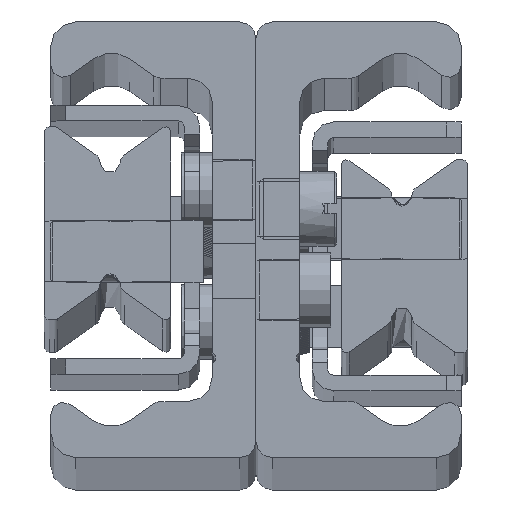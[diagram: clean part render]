
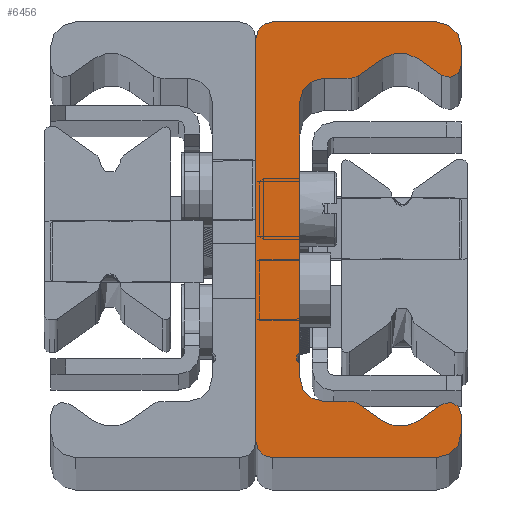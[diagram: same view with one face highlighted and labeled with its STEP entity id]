
A CAD part, top view. The second image highlights one B-rep face of the part: STEP entity #6456.
In plain terms, the highlighted planar face has unit normal (0, 0, 1).
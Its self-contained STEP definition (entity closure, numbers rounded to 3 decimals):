
#2815=CARTESIAN_POINT('',(3.5,11.0,1490.0));
#2816=VERTEX_POINT('',#2815);
#2823=CARTESIAN_POINT('',(3.5,-9.067,1490.0));
#2824=VERTEX_POINT('',#2823);
#2825=CARTESIAN_POINT('',(3.5,11.0,1490.0));
#2826=DIRECTION('',(0.0,-1.0,0.0));
#2827=VECTOR('',#2826,20.067);
#2828=LINE('',#2825,#2827);
#2829=EDGE_CURVE('',#2816,#2824,#2828,.T.);
#3411=CARTESIAN_POINT('',(3.5,-9.933,1490.0));
#3412=VERTEX_POINT('',#3411);
#3413=CARTESIAN_POINT('',(3.75,-9.5,1490.0));
#3414=DIRECTION('',(0.0,0.0,1.0));
#3415=DIRECTION('',(-0.5,0.866,0.0));
#3416=AXIS2_PLACEMENT_3D('',#3413,#3414,#3415);
#3417=CIRCLE('',#3416,0.5);
#3418=EDGE_CURVE('',#2824,#3412,#3417,.T.);
#5546=CARTESIAN_POINT('',(0.0,16.2,1490.0));
#5547=VERTEX_POINT('',#5546);
#5548=CARTESIAN_POINT('',(1.3,17.5,1490.0));
#5549=VERTEX_POINT('',#5548);
#5550=CARTESIAN_POINT('',(1.3,16.2,1490.0));
#5551=DIRECTION('',(0.0,0.0,-1.0));
#5552=DIRECTION('',(0.0,-1.0,0.0));
#5553=AXIS2_PLACEMENT_3D('',#5550,#5551,#5552);
#5554=CIRCLE('',#5553,1.3);
#5555=EDGE_CURVE('',#5547,#5549,#5554,.T.);
#5588=CARTESIAN_POINT('',(14.5,17.5,1490.0));
#5589=VERTEX_POINT('',#5588);
#5590=CARTESIAN_POINT('',(1.3,17.5,1490.0));
#5591=DIRECTION('',(1.0,0.0,0.0));
#5592=VECTOR('',#5591,13.2);
#5593=LINE('',#5590,#5592);
#5594=EDGE_CURVE('',#5549,#5589,#5593,.T.);
#5619=CARTESIAN_POINT('',(16.5,15.5,1490.0));
#5620=VERTEX_POINT('',#5619);
#5621=CARTESIAN_POINT('',(14.5,15.5,1490.0));
#5622=DIRECTION('',(0.0,0.0,-1.0));
#5623=DIRECTION('',(-1.0,0.0,0.0));
#5624=AXIS2_PLACEMENT_3D('',#5621,#5622,#5623);
#5625=CIRCLE('',#5624,2.);
#5626=EDGE_CURVE('',#5589,#5620,#5625,.T.);
#5652=CARTESIAN_POINT('',(16.5,14.042,1490.0));
#5653=VERTEX_POINT('',#5652);
#5654=CARTESIAN_POINT('',(16.5,15.5,1490.0));
#5655=DIRECTION('',(0.0,-1.0,0.0));
#5656=VECTOR('',#5655,1.458);
#5657=LINE('',#5654,#5656);
#5658=EDGE_CURVE('',#5620,#5653,#5657,.T.);
#5683=CARTESIAN_POINT('',(14.926,13.223,1490.0));
#5684=VERTEX_POINT('',#5683);
#5685=CARTESIAN_POINT('',(15.5,14.042,1490.0));
#5686=DIRECTION('',(0.0,0.0,-1.));
#5687=DIRECTION('',(0.574,0.819,0.0));
#5688=AXIS2_PLACEMENT_3D('',#5685,#5686,#5687);
#5689=CIRCLE('',#5688,1.);
#5690=EDGE_CURVE('',#5653,#5684,#5689,.T.);
#5716=CARTESIAN_POINT('',(13.034,14.548,1490.0));
#5717=VERTEX_POINT('',#5716);
#5718=CARTESIAN_POINT('',(14.926,13.223,1490.0));
#5719=DIRECTION('',(-0.819,0.574,0.0));
#5720=VECTOR('',#5719,2.31);
#5721=LINE('',#5718,#5720);
#5722=EDGE_CURVE('',#5684,#5717,#5721,.T.);
#5747=CARTESIAN_POINT('',(10.166,14.548,1490.0));
#5748=VERTEX_POINT('',#5747);
#5749=CARTESIAN_POINT('',(11.6,12.5,1490.0));
#5750=DIRECTION('',(0.0,0.0,1.0));
#5751=DIRECTION('',(0.574,0.819,0.0));
#5752=AXIS2_PLACEMENT_3D('',#5749,#5750,#5751);
#5753=CIRCLE('',#5752,2.5);
#5754=EDGE_CURVE('',#5717,#5748,#5753,.T.);
#5780=CARTESIAN_POINT('',(8.214,13.181,1490.0));
#5781=VERTEX_POINT('',#5780);
#5782=CARTESIAN_POINT('',(10.166,14.548,1490.0));
#5783=DIRECTION('',(-0.819,-0.574,0.0));
#5784=VECTOR('',#5783,2.383);
#5785=LINE('',#5782,#5784);
#5786=EDGE_CURVE('',#5748,#5781,#5785,.T.);
#5811=CARTESIAN_POINT('',(7.64,13.0,1490.0));
#5812=VERTEX_POINT('',#5811);
#5813=CARTESIAN_POINT('',(7.64,14.,1490.0));
#5814=DIRECTION('',(0.0,0.0,-1.0));
#5815=DIRECTION('',(0.0,1.0,0.0));
#5816=AXIS2_PLACEMENT_3D('',#5813,#5814,#5815);
#5817=CIRCLE('',#5816,1.);
#5818=EDGE_CURVE('',#5781,#5812,#5817,.T.);
#5844=CARTESIAN_POINT('',(5.5,13.0,1490.0));
#5845=VERTEX_POINT('',#5844);
#5846=CARTESIAN_POINT('',(7.64,13.0,1490.0));
#5847=DIRECTION('',(-1.0,0.0,0.0));
#5848=VECTOR('',#5847,2.14);
#5849=LINE('',#5846,#5848);
#5850=EDGE_CURVE('',#5812,#5845,#5849,.T.);
#5875=CARTESIAN_POINT('',(5.5,11.0,1490.0));
#5876=DIRECTION('',(0.0,0.0,1.0));
#5877=DIRECTION('',(0.0,1.0,0.0));
#5878=AXIS2_PLACEMENT_3D('',#5875,#5876,#5877);
#5879=CIRCLE('',#5878,2.0);
#5880=EDGE_CURVE('',#5845,#2816,#5879,.T.);
#5899=CARTESIAN_POINT('',(3.5,-11.0,1490.0));
#5900=VERTEX_POINT('',#5899);
#5901=CARTESIAN_POINT('',(3.5,-9.933,1490.0));
#5902=DIRECTION('',(0.0,-1.0,0.0));
#5903=VECTOR('',#5902,1.067);
#5904=LINE('',#5901,#5903);
#5905=EDGE_CURVE('',#3412,#5900,#5904,.T.);
#5930=CARTESIAN_POINT('',(5.5,-13.0,1490.0));
#5931=VERTEX_POINT('',#5930);
#5932=CARTESIAN_POINT('',(5.5,-11.0,1490.0));
#5933=DIRECTION('',(0.0,0.0,1.0));
#5934=DIRECTION('',(-1.0,0.0,0.0));
#5935=AXIS2_PLACEMENT_3D('',#5932,#5933,#5934);
#5936=CIRCLE('',#5935,2.0);
#5937=EDGE_CURVE('',#5900,#5931,#5936,.T.);
#5963=CARTESIAN_POINT('',(7.64,-13.0,1490.0));
#5964=VERTEX_POINT('',#5963);
#5965=CARTESIAN_POINT('',(5.5,-13.0,1490.0));
#5966=DIRECTION('',(1.0,0.0,0.0));
#5967=VECTOR('',#5966,2.14);
#5968=LINE('',#5965,#5967);
#5969=EDGE_CURVE('',#5931,#5964,#5968,.T.);
#5994=CARTESIAN_POINT('',(8.214,-13.181,1490.0));
#5995=VERTEX_POINT('',#5994);
#5996=CARTESIAN_POINT('',(7.64,-14.0,1490.0));
#5997=DIRECTION('',(0.0,0.0,-1.0));
#5998=DIRECTION('',(-0.574,-0.819,0.0));
#5999=AXIS2_PLACEMENT_3D('',#5996,#5997,#5998);
#6000=CIRCLE('',#5999,1.);
#6001=EDGE_CURVE('',#5964,#5995,#6000,.T.);
#6027=CARTESIAN_POINT('',(10.166,-14.548,1490.0));
#6028=VERTEX_POINT('',#6027);
#6029=CARTESIAN_POINT('',(8.214,-13.181,1490.0));
#6030=DIRECTION('',(0.819,-0.574,0.0));
#6031=VECTOR('',#6030,2.383);
#6032=LINE('',#6029,#6031);
#6033=EDGE_CURVE('',#5995,#6028,#6032,.T.);
#6058=CARTESIAN_POINT('',(13.034,-14.548,1490.0));
#6059=VERTEX_POINT('',#6058);
#6060=CARTESIAN_POINT('',(11.6,-12.5,1490.0));
#6061=DIRECTION('',(0.0,0.0,1.));
#6062=DIRECTION('',(-0.574,-0.819,0.0));
#6063=AXIS2_PLACEMENT_3D('',#6060,#6061,#6062);
#6064=CIRCLE('',#6063,2.5);
#6065=EDGE_CURVE('',#6028,#6059,#6064,.T.);
#6091=CARTESIAN_POINT('',(14.926,-13.223,1490.0));
#6092=VERTEX_POINT('',#6091);
#6093=CARTESIAN_POINT('',(13.034,-14.548,1490.0));
#6094=DIRECTION('',(0.819,0.574,0.0));
#6095=VECTOR('',#6094,2.31);
#6096=LINE('',#6093,#6095);
#6097=EDGE_CURVE('',#6059,#6092,#6096,.T.);
#6122=CARTESIAN_POINT('',(16.5,-14.042,1490.0));
#6123=VERTEX_POINT('',#6122);
#6124=CARTESIAN_POINT('',(15.5,-14.042,1490.0));
#6125=DIRECTION('',(0.0,0.0,-1.0));
#6126=DIRECTION('',(-1.0,0.0,0.0));
#6127=AXIS2_PLACEMENT_3D('',#6124,#6125,#6126);
#6128=CIRCLE('',#6127,1.);
#6129=EDGE_CURVE('',#6092,#6123,#6128,.T.);
#6155=CARTESIAN_POINT('',(16.5,-15.5,1490.0));
#6156=VERTEX_POINT('',#6155);
#6157=CARTESIAN_POINT('',(16.5,-14.042,1490.0));
#6158=DIRECTION('',(0.0,-1.0,0.0));
#6159=VECTOR('',#6158,1.458);
#6160=LINE('',#6157,#6159);
#6161=EDGE_CURVE('',#6123,#6156,#6160,.T.);
#6186=CARTESIAN_POINT('',(14.5,-17.5,1490.0));
#6187=VERTEX_POINT('',#6186);
#6188=CARTESIAN_POINT('',(14.5,-15.5,1490.0));
#6189=DIRECTION('',(0.0,0.0,-1.0));
#6190=DIRECTION('',(0.0,1.0,0.0));
#6191=AXIS2_PLACEMENT_3D('',#6188,#6189,#6190);
#6192=CIRCLE('',#6191,2.);
#6193=EDGE_CURVE('',#6156,#6187,#6192,.T.);
#6219=CARTESIAN_POINT('',(1.3,-17.5,1490.0));
#6220=VERTEX_POINT('',#6219);
#6221=CARTESIAN_POINT('',(14.5,-17.5,1490.0));
#6222=DIRECTION('',(-1.0,0.0,0.0));
#6223=VECTOR('',#6222,13.2);
#6224=LINE('',#6221,#6223);
#6225=EDGE_CURVE('',#6187,#6220,#6224,.T.);
#6250=CARTESIAN_POINT('',(0.0,-16.2,1490.0));
#6251=VERTEX_POINT('',#6250);
#6252=CARTESIAN_POINT('',(1.3,-16.2,1490.0));
#6253=DIRECTION('',(0.0,0.0,-1.0));
#6254=DIRECTION('',(1.0,0.0,0.0));
#6255=AXIS2_PLACEMENT_3D('',#6252,#6253,#6254);
#6256=CIRCLE('',#6255,1.3);
#6257=EDGE_CURVE('',#6220,#6251,#6256,.T.);
#6283=CARTESIAN_POINT('',(0.0,-16.2,1490.0));
#6284=DIRECTION('',(0.0,1.0,0.0));
#6285=VECTOR('',#6284,32.4);
#6286=LINE('',#6283,#6285);
#6287=EDGE_CURVE('',#6251,#5547,#6286,.T.);
#6423=CARTESIAN_POINT('',(5.942,-0.014,1490.0));
#6424=DIRECTION('',(0.0,0.0,1.0));
#6425=DIRECTION('',(1.0,0.0,0.0));
#6426=AXIS2_PLACEMENT_3D('',#6423,#6424,#6425);
#6427=PLANE('',#6426);
#6428=ORIENTED_EDGE('',*,*,#5555,.F.);
#6429=ORIENTED_EDGE('',*,*,#6287,.F.);
#6430=ORIENTED_EDGE('',*,*,#6257,.F.);
#6431=ORIENTED_EDGE('',*,*,#6225,.F.);
#6432=ORIENTED_EDGE('',*,*,#6193,.F.);
#6433=ORIENTED_EDGE('',*,*,#6161,.F.);
#6434=ORIENTED_EDGE('',*,*,#6129,.F.);
#6435=ORIENTED_EDGE('',*,*,#6097,.F.);
#6436=ORIENTED_EDGE('',*,*,#6065,.F.);
#6437=ORIENTED_EDGE('',*,*,#6033,.F.);
#6438=ORIENTED_EDGE('',*,*,#6001,.F.);
#6439=ORIENTED_EDGE('',*,*,#5969,.F.);
#6440=ORIENTED_EDGE('',*,*,#5937,.F.);
#6441=ORIENTED_EDGE('',*,*,#5905,.F.);
#6442=ORIENTED_EDGE('',*,*,#3418,.F.);
#6443=ORIENTED_EDGE('',*,*,#2829,.F.);
#6444=ORIENTED_EDGE('',*,*,#5880,.F.);
#6445=ORIENTED_EDGE('',*,*,#5850,.F.);
#6446=ORIENTED_EDGE('',*,*,#5818,.F.);
#6447=ORIENTED_EDGE('',*,*,#5786,.F.);
#6448=ORIENTED_EDGE('',*,*,#5754,.F.);
#6449=ORIENTED_EDGE('',*,*,#5722,.F.);
#6450=ORIENTED_EDGE('',*,*,#5690,.F.);
#6451=ORIENTED_EDGE('',*,*,#5658,.F.);
#6452=ORIENTED_EDGE('',*,*,#5626,.F.);
#6453=ORIENTED_EDGE('',*,*,#5594,.F.);
#6454=EDGE_LOOP('',(#6428,#6429,#6430,#6431,#6432,#6433,#6434,#6435,#6436,#6437,#6438,#6439,#6440,#6441,#6442,#6443,#6444,#6445,#6446,#6447,#6448,#6449,#6450,#6451,#6452,#6453));
#6455=FACE_OUTER_BOUND('',#6454,.T.);
#6456=ADVANCED_FACE('',(#6455),#6427,.T.);
